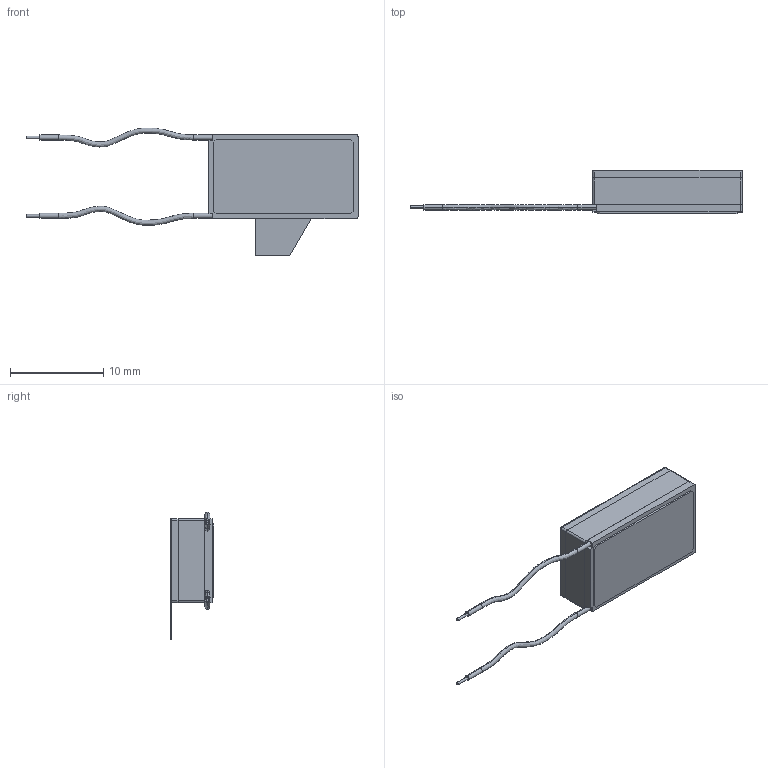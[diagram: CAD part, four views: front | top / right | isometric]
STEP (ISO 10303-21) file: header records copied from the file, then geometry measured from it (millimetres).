
FILE_DESCRIPTION (( 'STEP AP203' ), '1' );
FILE_NAME ('SP-1609.STEP', '2016-09-08T20:59:47', ( 'Gem' ), ( '' ), 'SwSTEP 2.0', 'SolidWorks 2013', '' );
FILE_SCHEMA (( 'CONFIG_CONTROL_DESIGN' ));
Length unit declared in the file: millimetre
Products named in the file (1): SP-1609
Bounding box: 35.6 x 4.7 x 13.71 mm (x, y, z)
Volume: 490.5 mm3; surface area: 1404 mm2
Topology: 5 solids, 5 shells, 119 faces, 298 edges, 196 vertices
Faces by surface type: plane 69, cylinder 46, bspline 4
Entity records: 4343 total; most frequent: CARTESIAN_POINT 1342, DIRECTION 618, ORIENTED_EDGE 596, EDGE_CURVE 298, AXIS2_PLACEMENT_3D 208, VECTOR 202, LINE 202, VERTEX_POINT 196
